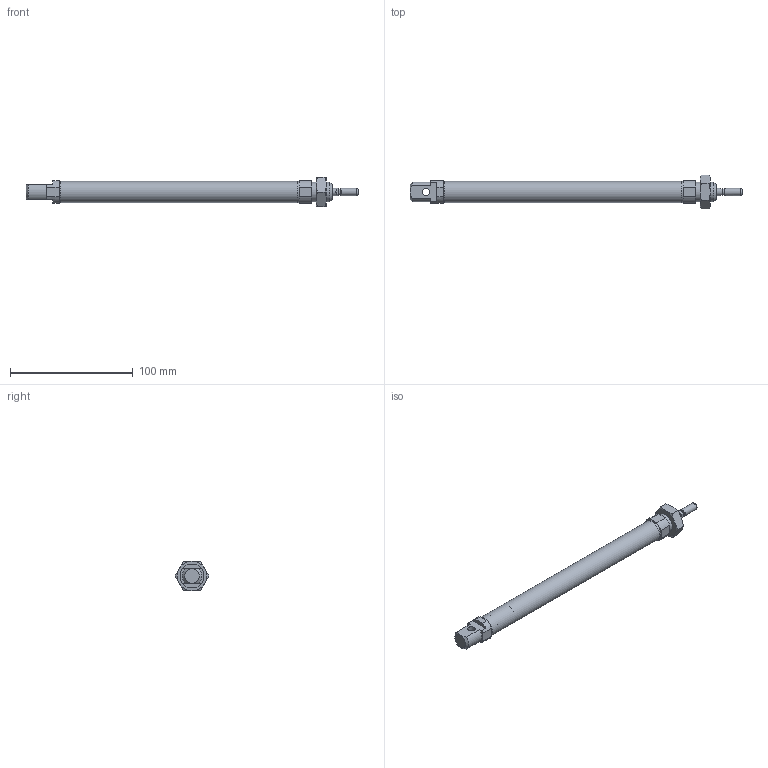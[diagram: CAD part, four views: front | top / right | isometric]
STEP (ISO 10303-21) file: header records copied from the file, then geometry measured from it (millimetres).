
FILE_DESCRIPTION( ( 'STEP AP214' ), ' ' );
FILE_NAME( '1120160160CP_160-0-0-0-0-0-.stp', '2018-02-01T20:47:44', ( '' ), ( '' ), ' ', 'PARTsolutions', ' ' );
FILE_SCHEMA( ( 'AUTOMOTIVE_DESIGN { 1 0 10303 214 1 1 1 1 }' ) );
Length unit declared in the file: millimetre
Products named in the file (6): 1120160160CP/160-0-0-0-0-0-; _ISO_6432_DI16-112-160-HL; _ISO_6432_DI16-112-160-BRN/A; _ISO_6432_DI16-112-160-HR; _ISO_6432_DI16-112160-R; _0950120010-16
Assembly tree (5 placements, depth 2):
  1120160160CP/160-0-0-0-0-0-
    _ISO_6432_DI16-112-160-HL
    _ISO_6432_DI16-112-160-BRN/A
    _ISO_6432_DI16-112-160-HR
    _ISO_6432_DI16-112160-R
    _0950120010-16
Bounding box: 271 x 27.71 x 24 mm (x, y, z)
Volume: 32548.8 mm3; surface area: 32964.8 mm2
Topology: 5 solids, 5 shells, 93 faces, 207 edges, 132 vertices
Faces by surface type: plane 48, cylinder 27, cone 18
Full cylindrical faces by diameter (mm): 4.134 x2, 6 x4, 14.376 x1, 16 x5, 17.2 x2, 17.27 x1
Entity records: 3464 total; most frequent: CARTESIAN_POINT 607, DIRECTION 438, ORIENTED_EDGE 372, EDGE_CURVE 186, AXIS2_PLACEMENT_3D 181, VERTEX_POINT 130, EDGE_LOOP 128, FACE_OUTER_BOUND 108
